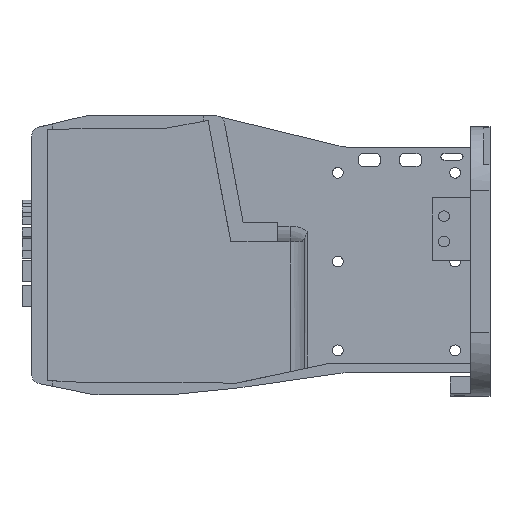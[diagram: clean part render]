
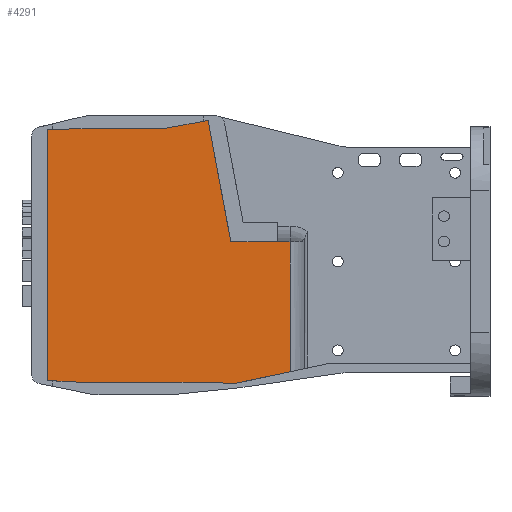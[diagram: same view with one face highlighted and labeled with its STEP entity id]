
A CAD part, front view. The second image highlights one B-rep face of the part: STEP entity #4291.
In plain terms, the highlighted planar face has unit normal (0, -1, 0).
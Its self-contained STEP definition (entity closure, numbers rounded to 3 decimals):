
#425=PLANE('',#4554);
#569=FACE_OUTER_BOUND('',#810,.T.);
#810=EDGE_LOOP('',(#3194,#3195,#3196,#3197,#3198,#3199,#3200,#3201,#3202,
#3203,#3204,#3205));
#1164=LINE('',#6488,#1562);
#1165=LINE('',#6494,#1563);
#1170=LINE('',#6543,#1568);
#1194=LINE('',#6630,#1592);
#1197=LINE('',#6636,#1595);
#1198=LINE('',#6638,#1596);
#1199=LINE('',#6640,#1597);
#1200=LINE('',#6642,#1598);
#1201=LINE('',#6644,#1599);
#1202=LINE('',#6646,#1600);
#1203=LINE('',#6648,#1601);
#1204=LINE('',#6649,#1602);
#1562=VECTOR('',#5093,9.);
#1563=VECTOR('',#5100,10.);
#1568=VECTOR('',#5109,10.);
#1592=VECTOR('',#5177,10.);
#1595=VECTOR('',#5182,10.);
#1596=VECTOR('',#5183,10.);
#1597=VECTOR('',#5184,10.);
#1598=VECTOR('',#5185,10.);
#1599=VECTOR('',#5186,10.);
#1600=VECTOR('',#5187,10.);
#1601=VECTOR('',#5188,10.);
#1602=VECTOR('',#5189,10.);
#1970=VERTEX_POINT('',#6485);
#1971=VERTEX_POINT('',#6487);
#1972=VERTEX_POINT('',#6491);
#1978=VERTEX_POINT('',#6541);
#2019=VERTEX_POINT('',#6629);
#2021=VERTEX_POINT('',#6635);
#2022=VERTEX_POINT('',#6637);
#2023=VERTEX_POINT('',#6639);
#2024=VERTEX_POINT('',#6641);
#2025=VERTEX_POINT('',#6643);
#2026=VERTEX_POINT('',#6645);
#2027=VERTEX_POINT('',#6647);
#2405=EDGE_CURVE('',#1970,#1971,#1164,.T.);
#2408=EDGE_CURVE('',#1970,#1972,#1165,.T.);
#2416=EDGE_CURVE('',#1972,#1978,#1170,.T.);
#2459=EDGE_CURVE('',#2019,#1971,#1194,.T.);
#2462=EDGE_CURVE('',#2021,#1978,#1197,.T.);
#2463=EDGE_CURVE('',#2021,#2022,#1198,.T.);
#2464=EDGE_CURVE('',#2022,#2023,#1199,.T.);
#2465=EDGE_CURVE('',#2023,#2024,#1200,.T.);
#2466=EDGE_CURVE('',#2025,#2024,#1201,.T.);
#2467=EDGE_CURVE('',#2025,#2026,#1202,.T.);
#2468=EDGE_CURVE('',#2026,#2027,#1203,.T.);
#2469=EDGE_CURVE('',#2027,#2019,#1204,.T.);
#3194=ORIENTED_EDGE('',*,*,#2405,.F.);
#3195=ORIENTED_EDGE('',*,*,#2408,.T.);
#3196=ORIENTED_EDGE('',*,*,#2416,.T.);
#3197=ORIENTED_EDGE('',*,*,#2462,.F.);
#3198=ORIENTED_EDGE('',*,*,#2463,.T.);
#3199=ORIENTED_EDGE('',*,*,#2464,.T.);
#3200=ORIENTED_EDGE('',*,*,#2465,.T.);
#3201=ORIENTED_EDGE('',*,*,#2466,.F.);
#3202=ORIENTED_EDGE('',*,*,#2467,.T.);
#3203=ORIENTED_EDGE('',*,*,#2468,.T.);
#3204=ORIENTED_EDGE('',*,*,#2469,.T.);
#3205=ORIENTED_EDGE('',*,*,#2459,.T.);
#4291=ADVANCED_FACE('',(#569),#425,.F.);
#4554=AXIS2_PLACEMENT_3D('',#6634,#5180,#5181);
#5093=DIRECTION('',(0.,0.,-1.));
#5100=DIRECTION('',(-1.,0.,0.));
#5109=DIRECTION('',(-1.,0.,0.));
#5177=DIRECTION('',(0.978,0.,0.208));
#5180=DIRECTION('center_axis',(0.,1.,0.));
#5181=DIRECTION('ref_axis',(0.,0.,1.));
#5182=DIRECTION('',(0.184,0.,-0.983));
#5183=DIRECTION('',(-0.983,0.,-0.185));
#5184=DIRECTION('',(-1.,0.,0.));
#5185=DIRECTION('',(-0.999,0.,-0.04));
#5186=DIRECTION('',(0.,0.,1.));
#5187=DIRECTION('',(0.999,0.,-0.051));
#5188=DIRECTION('',(1.,0.,0.));
#5189=DIRECTION('',(0.998,0.,-0.067));
#6485=CARTESIAN_POINT('',(-55.56,0.,198.142));
#6487=CARTESIAN_POINT('',(-55.56,0.,157.192));
#6488=CARTESIAN_POINT('',(-55.56,0.,198.142));
#6491=CARTESIAN_POINT('',(-59.585,0.,198.142));
#6494=CARTESIAN_POINT('',(-81.11,0.,198.142));
#6541=CARTESIAN_POINT('',(-74.212,0.,198.142));
#6543=CARTESIAN_POINT('',(-81.11,0.,198.142));
#6629=CARTESIAN_POINT('',(-73.235,0.,153.432));
#6630=CARTESIAN_POINT('',(-67.901,0.,154.567));
#6634=CARTESIAN_POINT('Origin',(-102.635,0.,193.932));
#6635=CARTESIAN_POINT('',(-81.391,0.,236.432));
#6636=CARTESIAN_POINT('',(-82.235,0.,240.932));
#6637=CARTESIAN_POINT('',(-94.673,0.,233.932));
#6638=CARTESIAN_POINT('',(-102.154,0.,232.524));
#6639=CARTESIAN_POINT('',(-119.535,0.,233.932));
#6640=CARTESIAN_POINT('',(-111.085,0.,233.932));
#6641=CARTESIAN_POINT('',(-132.035,0.,233.432));
#6642=CARTESIAN_POINT('',(-118.147,0.,233.987));
#6643=CARTESIAN_POINT('',(-132.035,0.,154.432));
#6644=CARTESIAN_POINT('',(-132.035,0.,148.932));
#6645=CARTESIAN_POINT('',(-122.249,0.,153.932));
#6646=CARTESIAN_POINT('',(-113.487,0.,153.484));
#6647=CARTESIAN_POINT('',(-80.735,0.,153.932));
#6648=CARTESIAN_POINT('',(-91.685,0.,153.932));
#6649=CARTESIAN_POINT('',(-89.214,0.,154.497));
